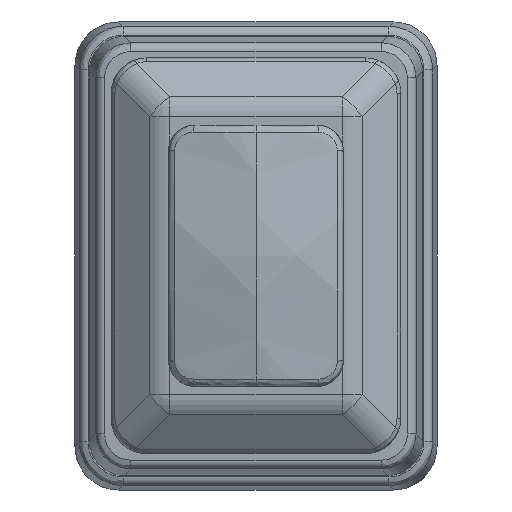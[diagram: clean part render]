
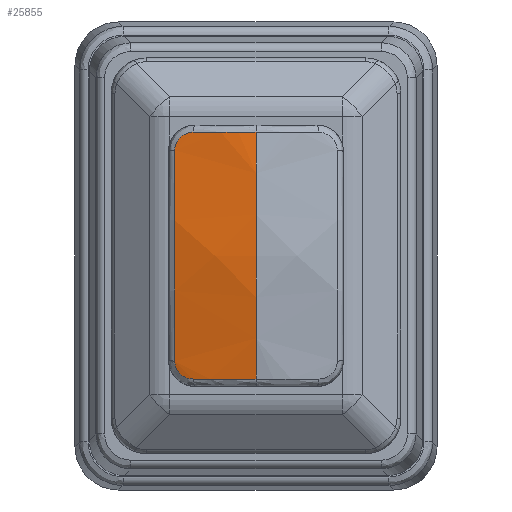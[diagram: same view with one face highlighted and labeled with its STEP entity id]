
A CAD part, top view. The second image highlights one B-rep face of the part: STEP entity #25855.
In plain terms, the highlighted free-form (B-spline) face has degree [2, 2] with [3, 9] control points.
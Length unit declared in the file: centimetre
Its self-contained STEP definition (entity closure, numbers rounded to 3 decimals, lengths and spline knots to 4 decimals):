
#115=(
BOUNDED_SURFACE()
B_SPLINE_SURFACE(2,2,((#35886,#35887,#35888,#35889,#35890,#35891,#35892,
#35893,#35894),(#35895,#35896,#35897,#35898,#35899,#35900,#35901,#35902,
#35903),(#35904,#35905,#35906,#35907,#35908,#35909,#35910,#35911,#35912)),
 .UNSPECIFIED.,.F.,.T.,.F.)
B_SPLINE_SURFACE_WITH_KNOTS((3,3),(3,2,2,2,3),(2.5007,2.8211),
(0.,1.5708,3.1416,4.7124,6.2832),
 .UNSPECIFIED.)
GEOMETRIC_REPRESENTATION_ITEM()
RATIONAL_B_SPLINE_SURFACE(((1.,0.707,1.,0.707,1.,
0.707,1.,0.707,1.),(0.987,0.698,
0.987,0.698,0.987,0.698,
0.987,0.698,0.987),(1.,0.707,
1.,0.707,1.,0.707,1.,0.707,1.)))
REPRESENTATION_ITEM('')
SURFACE()
);
#422=B_SPLINE_CURVE_WITH_KNOTS('',3,(#35604,#35605,#35606,#35607,#35608,
#35609),.UNSPECIFIED.,.F.,.F.,(4,1,1,4),(-0.1579,-0.0902,
-0.0451,0.),.UNSPECIFIED.);
#423=B_SPLINE_CURVE_WITH_KNOTS('',3,(#35632,#35633,#35634,#35635),
 .UNSPECIFIED.,.F.,.F.,(4,4),(-0.3473,0.),
 .UNSPECIFIED.);
#424=B_SPLINE_CURVE_WITH_KNOTS('',3,(#35658,#35659,#35660,#35661),
 .UNSPECIFIED.,.F.,.F.,(4,4),(-1.18,0.),.UNSPECIFIED.);
#427=B_SPLINE_CURVE_WITH_KNOTS('',3,(#35721,#35722,#35723,#35724,#35725),
 .UNSPECIFIED.,.F.,.F.,(4,1,4),(-0.1579,-0.0902,0.),
 .UNSPECIFIED.);
#430=B_SPLINE_CURVE_WITH_KNOTS('',3,(#35785,#35786,#35787,#35788),
 .UNSPECIFIED.,.F.,.F.,(4,4),(-0.3473,0.),.UNSPECIFIED.);
#840=CIRCLE('',#27302,4.);
#841=CIRCLE('',#27303,4.);
#1384=FACE_OUTER_BOUND('',#2778,.T.);
#2778=EDGE_LOOP('',(#17202,#17203,#17204,#17205,#17206,#17207,#17208));
#10565=VERTEX_POINT('',#35600);
#10566=VERTEX_POINT('',#35602);
#10567=VERTEX_POINT('',#35630);
#10568=VERTEX_POINT('',#35656);
#10570=VERTEX_POINT('',#35713);
#10573=VERTEX_POINT('',#35778);
#10579=VERTEX_POINT('',#35913);
#13157=EDGE_CURVE('',#10566,#10565,#422,.T.);
#13159=EDGE_CURVE('',#10567,#10566,#423,.T.);
#13161=EDGE_CURVE('',#10565,#10568,#424,.T.);
#13166=EDGE_CURVE('',#10568,#10570,#427,.T.);
#13171=EDGE_CURVE('',#10570,#10573,#430,.T.);
#13180=EDGE_CURVE('',#10579,#10567,#840,.T.);
#13181=EDGE_CURVE('',#10573,#10579,#841,.T.);
#17202=ORIENTED_EDGE('',*,*,#13171,.F.);
#17203=ORIENTED_EDGE('',*,*,#13166,.F.);
#17204=ORIENTED_EDGE('',*,*,#13161,.F.);
#17205=ORIENTED_EDGE('',*,*,#13157,.F.);
#17206=ORIENTED_EDGE('',*,*,#13159,.F.);
#17207=ORIENTED_EDGE('',*,*,#13180,.F.);
#17208=ORIENTED_EDGE('',*,*,#13181,.F.);
#25855=ADVANCED_FACE('',(#1384),#115,.F.);
#27302=AXIS2_PLACEMENT_3D('',#35914,#29150,#29151);
#27303=AXIS2_PLACEMENT_3D('',#35915,#29152,#29153);
#29150=DIRECTION('center_axis',(1.,0.,0.));
#29151=DIRECTION('ref_axis',(0.,1.,0.));
#29152=DIRECTION('center_axis',(1.,0.,0.));
#29153=DIRECTION('ref_axis',(0.,1.,0.));
#35600=CARTESIAN_POINT('',(-0.4596,-0.5972,2.4258));
#35602=CARTESIAN_POINT('',(-0.3563,-0.6986,2.4372));
#35604=CARTESIAN_POINT('Ctrl Pts',(-0.3563,-0.6986,
2.4372));
#35605=CARTESIAN_POINT('Ctrl Pts',(-0.379,-0.6986,
2.4318));
#35606=CARTESIAN_POINT('Ctrl Pts',(-0.4173,-0.6858,
2.424));
#35607=CARTESIAN_POINT('Ctrl Pts',(-0.4526,-0.6428,
2.4208));
#35608=CARTESIAN_POINT('Ctrl Pts',(-0.4596,-0.6123,
2.4235));
#35609=CARTESIAN_POINT('Ctrl Pts',(-0.4596,-0.5972,
2.4258));
#35630=CARTESIAN_POINT('',(0.,-0.6987,2.4787));
#35632=CARTESIAN_POINT('Ctrl Pts',(0.,-0.6987,
2.4787));
#35633=CARTESIAN_POINT('Ctrl Pts',(-0.1196,-0.6987,
2.4787));
#35634=CARTESIAN_POINT('Ctrl Pts',(-0.24,-0.6987,
2.4647));
#35635=CARTESIAN_POINT('Ctrl Pts',(-0.3563,-0.6986,
2.4372));
#35656=CARTESIAN_POINT('',(-0.4596,0.5973,2.4255));
#35658=CARTESIAN_POINT('Ctrl Pts',(-0.4596,-0.5972,
2.4258));
#35659=CARTESIAN_POINT('Ctrl Pts',(-0.4596,-0.2037,
2.4862));
#35660=CARTESIAN_POINT('Ctrl Pts',(-0.4596,0.2037,
2.4861));
#35661=CARTESIAN_POINT('Ctrl Pts',(-0.4596,0.5973,
2.4255));
#35713=CARTESIAN_POINT('',(-0.3563,0.6986,2.4367));
#35721=CARTESIAN_POINT('Ctrl Pts',(-0.4596,0.5973,
2.4255));
#35722=CARTESIAN_POINT('Ctrl Pts',(-0.4596,0.6199,
2.422));
#35723=CARTESIAN_POINT('Ctrl Pts',(-0.4404,0.6739,
2.4193));
#35724=CARTESIAN_POINT('Ctrl Pts',(-0.3866,0.6986,
2.4296));
#35725=CARTESIAN_POINT('Ctrl Pts',(-0.3563,0.6986,
2.4367));
#35778=CARTESIAN_POINT('',(0.,0.6987,2.4783));
#35785=CARTESIAN_POINT('Ctrl Pts',(-0.3563,0.6986,
2.4367));
#35786=CARTESIAN_POINT('Ctrl Pts',(-0.24,0.6987,
2.4642));
#35787=CARTESIAN_POINT('Ctrl Pts',(-0.1196,0.6987,
2.4783));
#35788=CARTESIAN_POINT('Ctrl Pts',(0.,0.6987,
2.4783));
#35886=CARTESIAN_POINT('Ctrl Pts',(-0.495,3.9188,
-1.46));
#35887=CARTESIAN_POINT('Ctrl Pts',(-0.495,3.9189,
2.46));
#35888=CARTESIAN_POINT('Ctrl Pts',(-0.495,-0.0011,
2.46));
#35889=CARTESIAN_POINT('Ctrl Pts',(-0.495,-3.9211,
2.46));
#35890=CARTESIAN_POINT('Ctrl Pts',(-0.495,-3.9212,
-1.46));
#35891=CARTESIAN_POINT('Ctrl Pts',(-0.495,-3.9212,
-5.38));
#35892=CARTESIAN_POINT('Ctrl Pts',(-0.495,-0.0012,
-5.38));
#35893=CARTESIAN_POINT('Ctrl Pts',(-0.495,3.9188,
-5.38));
#35894=CARTESIAN_POINT('Ctrl Pts',(-0.495,3.9188,
-1.46));
#35895=CARTESIAN_POINT('Ctrl Pts',(-0.254,3.9988,
-1.46));
#35896=CARTESIAN_POINT('Ctrl Pts',(-0.254,3.9988,
2.54));
#35897=CARTESIAN_POINT('Ctrl Pts',(-0.254,-0.0012,
2.54));
#35898=CARTESIAN_POINT('Ctrl Pts',(-0.254,-4.0012,
2.54));
#35899=CARTESIAN_POINT('Ctrl Pts',(-0.254,-4.0012,-1.46));
#35900=CARTESIAN_POINT('Ctrl Pts',(-0.254,-4.0012,
-5.46));
#35901=CARTESIAN_POINT('Ctrl Pts',(-0.254,-0.0012,
-5.46));
#35902=CARTESIAN_POINT('Ctrl Pts',(-0.254,3.9988,
-5.46));
#35903=CARTESIAN_POINT('Ctrl Pts',(-0.254,3.9988,
-1.46));
#35904=CARTESIAN_POINT('Ctrl Pts',(0.,3.9988,
-1.46));
#35905=CARTESIAN_POINT('Ctrl Pts',(0.,3.9988,
2.54));
#35906=CARTESIAN_POINT('Ctrl Pts',(0.,-0.0012,
2.54));
#35907=CARTESIAN_POINT('Ctrl Pts',(0.,-4.0012,
2.54));
#35908=CARTESIAN_POINT('Ctrl Pts',(0.,-4.0012,
-1.46));
#35909=CARTESIAN_POINT('Ctrl Pts',(0.,-4.0012,
-5.46));
#35910=CARTESIAN_POINT('Ctrl Pts',(0.,-0.0012,
-5.46));
#35911=CARTESIAN_POINT('Ctrl Pts',(0.,3.9988,
-5.46));
#35912=CARTESIAN_POINT('Ctrl Pts',(0.,3.9988,
-1.46));
#35913=CARTESIAN_POINT('',(0.,-0.0012,2.54));
#35914=CARTESIAN_POINT('Origin',(0.,-0.0012,
-1.46));
#35915=CARTESIAN_POINT('Origin',(0.,-0.0012,
-1.46));
